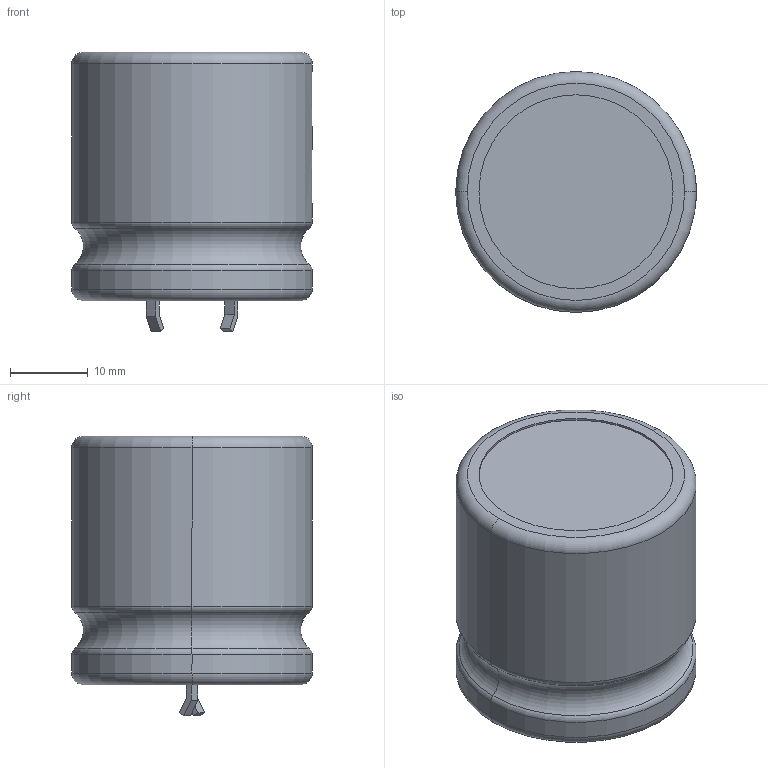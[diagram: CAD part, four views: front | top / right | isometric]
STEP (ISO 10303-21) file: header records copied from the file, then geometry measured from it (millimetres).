
FILE_DESCRIPTION((''),'2;1');
FILE_NAME('CAPPR1000-3100X3200.stp','2013-11-07T16:45:37',(''),(''),'Mechanical Desktop 2011','Mechanical Desktop 2011',', , ');
FILE_SCHEMA(('AUTOMOTIVE_DESIGN { 1 2 10303 214 1 1 1 1 }'));
Length unit declared in the file: millimetre
Products named in the file (1): Product
Bounding box: 31 x 31 x 36 mm (x, y, z)
Volume: 23423.3 mm3; surface area: 6743.6 mm2
Topology: 7 solids, 7 shells, 68 faces, 148 edges, 100 vertices
Faces by surface type: plane 32, cylinder 18, torus 10, bspline 8
Entity records: 1930 total; most frequent: CARTESIAN_POINT 337, DIRECTION 332, ORIENTED_EDGE 288, EDGE_CURVE 144, AXIS2_PLACEMENT_3D 123, VERTEX_POINT 92, VECTOR 86, LINE 86
